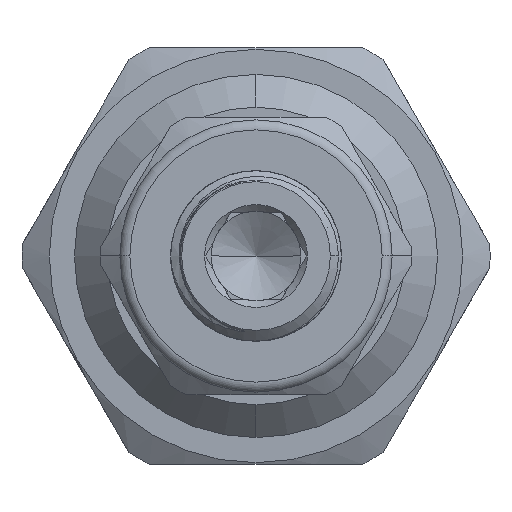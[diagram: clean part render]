
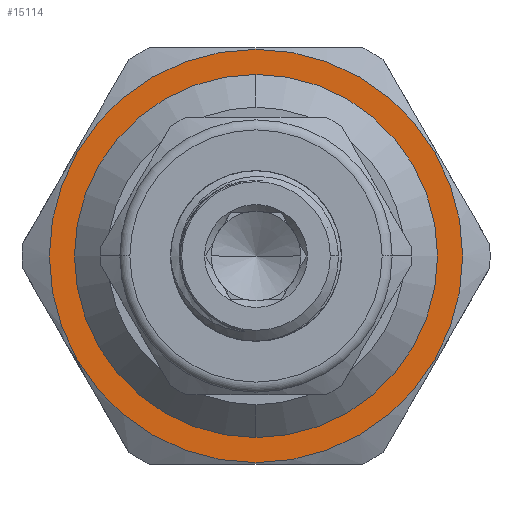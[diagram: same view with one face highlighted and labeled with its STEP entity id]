
A CAD part, left-side view. The second image highlights one B-rep face of the part: STEP entity #15114.
In plain terms, the highlighted planar face has unit normal (-1, 0, 0).
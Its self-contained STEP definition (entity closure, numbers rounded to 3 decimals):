
#661 = AXIS2_PLACEMENT_3D ( 'NONE', #9434, #15124, #9572 ) ;
#699 = CARTESIAN_POINT ( 'NONE',  ( 14.1, 0., 0. ) ) ;
#1518 = CIRCLE ( 'NONE', #10973, 9.45 ) ;
#1837 = CARTESIAN_POINT ( 'NONE',  ( 14.1, 0., 0. ) ) ;
#1871 = DIRECTION ( 'NONE',  ( 1., 0., 0. ) ) ;
#2168 = CARTESIAN_POINT ( 'NONE',  ( 14.1, 0., -9.45 ) ) ;
#2839 = VERTEX_POINT ( 'NONE', #13953 ) ;
#3170 = DIRECTION ( 'NONE',  ( 0., 0., -1. ) ) ;
#3940 = ORIENTED_EDGE ( 'NONE', *, *, #15567, .F. ) ;
#4275 = DIRECTION ( 'NONE',  ( 0., 0., 1. ) ) ;
#4314 = ORIENTED_EDGE ( 'NONE', *, *, #13190, .T. ) ;
#4535 = FACE_OUTER_BOUND ( 'NONE', #17873, .T. ) ;
#4681 = PLANE ( 'NONE',  #11481 ) ;
#5082 = DIRECTION ( 'NONE',  ( 0., 0., 1. ) ) ;
#5278 = CIRCLE ( 'NONE', #10392, 9.45 ) ;
#5375 = EDGE_CURVE ( 'NONE', #9225, #15713, #12677, .T. ) ;
#5433 = CARTESIAN_POINT ( 'NONE',  ( 14.1, 0., -8.3 ) ) ;
#5840 = DIRECTION ( 'NONE',  ( 0., 0., 1. ) ) ;
#6301 = VERTEX_POINT ( 'NONE', #2168 ) ;
#6801 = FACE_BOUND ( 'NONE', #13073, .T. ) ;
#6990 = ORIENTED_EDGE ( 'NONE', *, *, #5375, .F. ) ;
#8328 = DIRECTION ( 'NONE',  ( -1., 0., 0. ) ) ;
#8415 = AXIS2_PLACEMENT_3D ( 'NONE', #1837, #15573, #4275 ) ;
#9225 = VERTEX_POINT ( 'NONE', #9853 ) ;
#9434 = CARTESIAN_POINT ( 'NONE',  ( 14.1, 0., 0. ) ) ;
#9572 = DIRECTION ( 'NONE',  ( 0., 0., 1. ) ) ;
#9853 = CARTESIAN_POINT ( 'NONE',  ( 14.1, 0., 8.3 ) ) ;
#10392 = AXIS2_PLACEMENT_3D ( 'NONE', #699, #11976, #5082 ) ;
#10433 = CARTESIAN_POINT ( 'NONE',  ( 14.1, 10.7, 0. ) ) ;
#10973 = AXIS2_PLACEMENT_3D ( 'NONE', #16776, #8328, #5840 ) ;
#11207 = EDGE_CURVE ( 'NONE', #6301, #2839, #1518, .T. ) ;
#11481 = AXIS2_PLACEMENT_3D ( 'NONE', #10433, #1871, #3170 ) ;
#11888 = ORIENTED_EDGE ( 'NONE', *, *, #11207, .T. ) ;
#11976 = DIRECTION ( 'NONE',  ( -1., 0., 0. ) ) ;
#12677 = CIRCLE ( 'NONE', #8415, 8.3 ) ;
#13073 = EDGE_LOOP ( 'NONE', ( #6990, #3940 ) ) ;
#13190 = EDGE_CURVE ( 'NONE', #2839, #6301, #5278, .T. ) ;
#13953 = CARTESIAN_POINT ( 'NONE',  ( 14.1, 0., 9.45 ) ) ;
#15114 = ADVANCED_FACE ( 'NONE', ( #6801, #4535 ), #4681, .F. ) ;
#15124 = DIRECTION ( 'NONE',  ( -1., 0., 0. ) ) ;
#15567 = EDGE_CURVE ( 'NONE', #15713, #9225, #17595, .T. ) ;
#15573 = DIRECTION ( 'NONE',  ( -1., 0., 0. ) ) ;
#15713 = VERTEX_POINT ( 'NONE', #5433 ) ;
#16776 = CARTESIAN_POINT ( 'NONE',  ( 14.1, 0., 0. ) ) ;
#17595 = CIRCLE ( 'NONE', #661, 8.3 ) ;
#17873 = EDGE_LOOP ( 'NONE', ( #11888, #4314 ) ) ;
